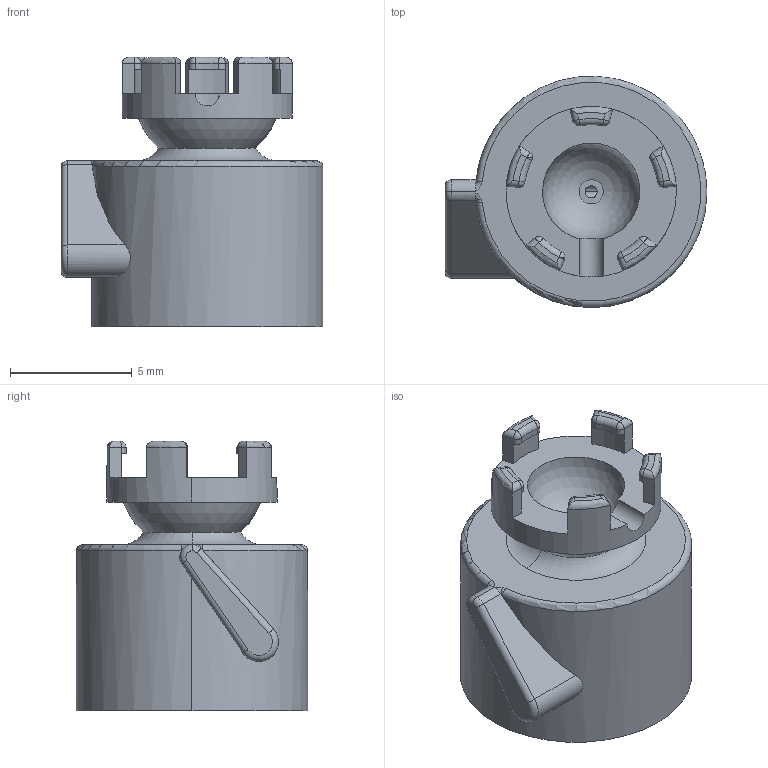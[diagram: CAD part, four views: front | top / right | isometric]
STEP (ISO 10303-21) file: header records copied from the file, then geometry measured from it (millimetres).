
FILE_DESCRIPTION (( 'STEP AP214' ), '1' );
FILE_NAME ('ball_vlave_fixed_pt1_with stator_pt1.STEP', '2017-04-29T19:21:45', ( '' ), ( '' ), 'SwSTEP 2.0', 'SolidWorks 2015', '' );
FILE_SCHEMA (( 'AUTOMOTIVE_DESIGN' ));
Length unit declared in the file: millimetre
Products named in the file (1): ball_vlave_fixed_pt1_with stator_pt1
Bounding box: 10.75 x 9.5 x 11.07 mm (x, y, z)
Volume: 232.2 mm3; surface area: 730.9 mm2
Topology: 1 solids, 1 shells, 142 faces, 360 edges, 215 vertices
Faces by surface type: cylinder 61, plane 37, sphere 16, torus 16, bspline 12
Entity records: 4952 total; most frequent: CARTESIAN_POINT 1712, DIRECTION 683, ORIENTED_EDGE 678, EDGE_CURVE 339, AXIS2_PLACEMENT_3D 277, VERTEX_POINT 206, EDGE_LOOP 151, CIRCLE 146
